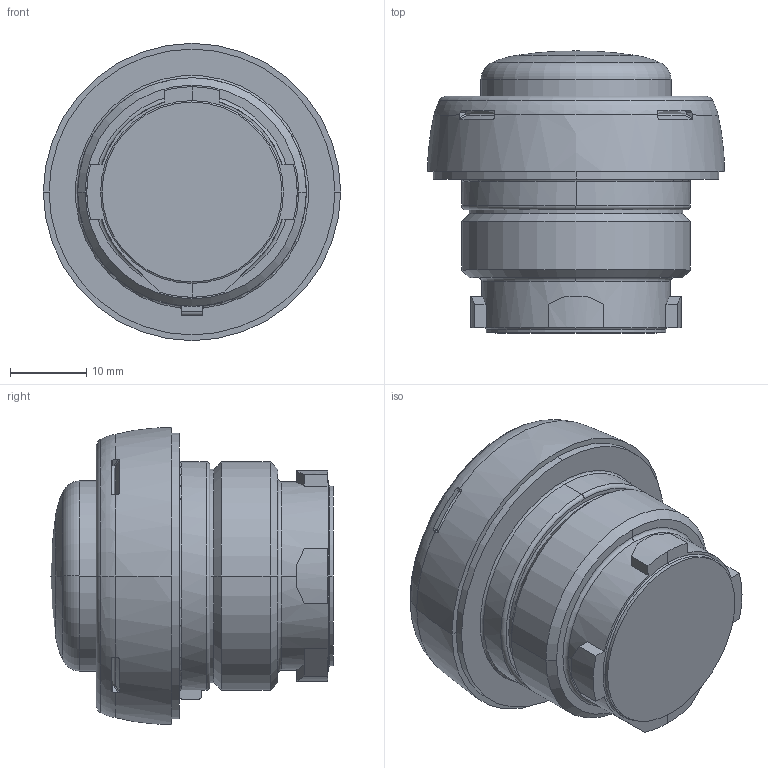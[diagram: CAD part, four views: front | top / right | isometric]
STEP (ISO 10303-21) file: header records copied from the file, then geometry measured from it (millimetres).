
FILE_DESCRIPTION((''),'2;1');
FILE_NAME('05-1141-0455_EINSATZGEH','2023-09-21T15:02:12',('Beil'),(''),'CREO PARAMETRIC BY PTC INC, 2019030','CREO PARAMETRIC BY PTC INC, 2019030','');
FILE_SCHEMA(('CONFIG_CONTROL_DESIGN','SHAPE_APPEARANCE_LAYERS_GROUPS'));
Length unit declared in the file: millimetre
Products named in the file (1): 05-1141-0455_EINSATZGEH
Bounding box: 39 x 37 x 39 mm (x, y, z)
Volume: 27274.1 mm3; surface area: 6866.4 mm2
Topology: 1 solids, 1 shells, 136 faces, 368 edges, 233 vertices
Faces by surface type: plane 43, cylinder 29, cone 24, bspline 20, torus 18, sphere 2
Entity records: 6196 total; most frequent: CARTESIAN_POINT 1604, ORIENTED_EDGE 732, DIRECTION 674, PRESENTATION_STYLE_ASSIGNMENT 375, STYLED_ITEM 367, CURVE_STYLE 366, EDGE_CURVE 366, AXIS2_PLACEMENT_3D 279
